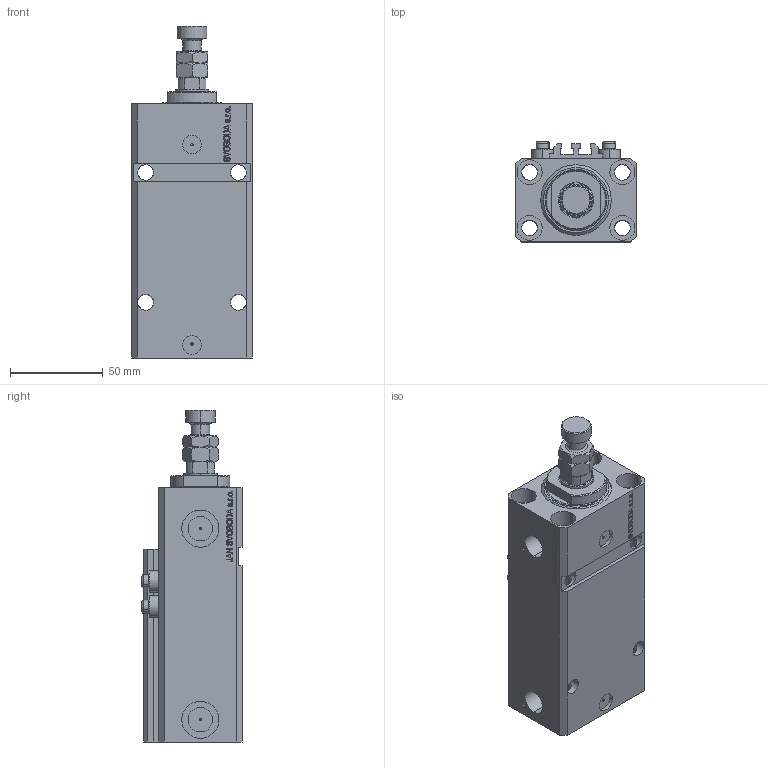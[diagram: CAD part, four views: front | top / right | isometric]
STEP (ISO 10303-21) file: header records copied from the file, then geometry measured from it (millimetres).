
FILE_DESCRIPTION (( 'STEP AP203' ), '1' );
FILE_NAME ('0f37.STEP', '2023-10-07T20:35:56', ( '' ), ( '' ), 'SwSTEP 2.0', 'SolidWorks 2019', '' );
FILE_SCHEMA (( 'CONFIG_CONTROL_DESIGN' ));
Length unit declared in the file: millimetre
Products named in the file (6): MFA 26781a7d8c67354d6e5560f77f59ca82; V250CE_VC_E 26781a7d8c67354d6e5560f77f59ca82; V250CE_E_Body 26781a7d8c67354d6e5560f77f59ca82; V250CE_C_VCP 26781a7d8c67354d6e5560f77f59ca82; ALLEN BOLT V250CE 26781a7d8c67354d6e5560f77f59ca82; 0f37
Assembly tree (8 placements, depth 2):
  0f37
    V250CE_E_Body 26781a7d8c67354d6e5560f77f59ca82
    ALLEN BOLT V250CE 26781a7d8c67354d6e5560f77f59ca82  x4
    V250CE_C_VCP 26781a7d8c67354d6e5560f77f59ca82
    V250CE_VC_E 26781a7d8c67354d6e5560f77f59ca82
    MFA 26781a7d8c67354d6e5560f77f59ca82
Bounding box: 65 x 54 x 179 mm (x, y, z)
Volume: 352303.1 mm3; surface area: 96747.5 mm2
Topology: 9 solids, 9 shells, 1155 faces, 2861 edges, 1834 vertices
Faces by surface type: plane 531, bspline 360, cylinder 162, cone 84, torus 18
Entity records: 49884 total; most frequent: CARTESIAN_POINT 25821, ORIENTED_EDGE 5412, DIRECTION 3616, EDGE_CURVE 2706, VERTEX_POINT 1750, LINE 1574, VECTOR 1574, EDGE_LOOP 1226
